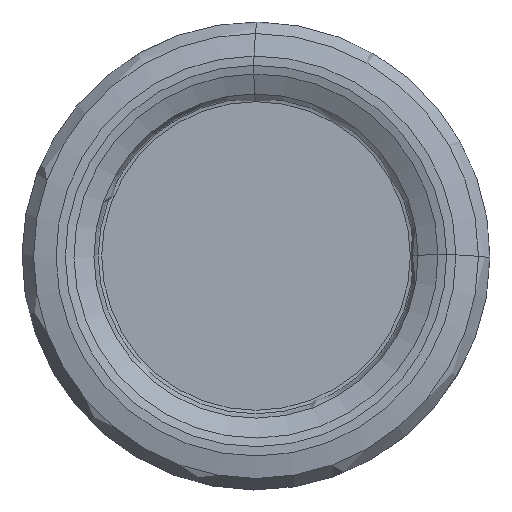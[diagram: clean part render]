
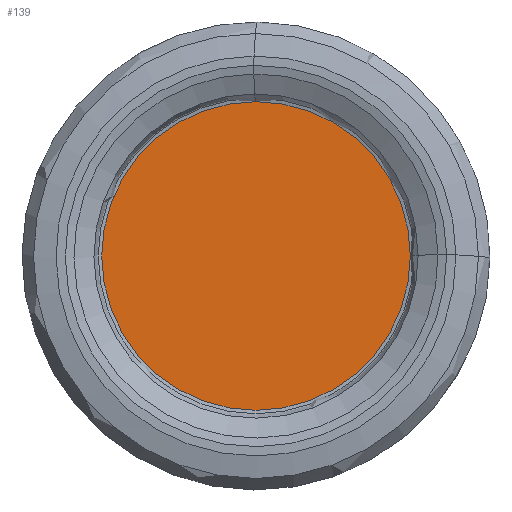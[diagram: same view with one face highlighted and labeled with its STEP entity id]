
A CAD part, left-side view. The second image highlights one B-rep face of the part: STEP entity #139.
In plain terms, the highlighted planar face has unit normal (-1, 0, 0).
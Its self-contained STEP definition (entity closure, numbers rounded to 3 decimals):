
#101=PLANE('',#678);
#139=ADVANCED_FACE('',(#206),#101,.F.);
#206=FACE_OUTER_BOUND('',#250,.T.);
#250=EDGE_LOOP('',(#448));
#308=CIRCLE('',#676,20.768);
#448=ORIENTED_EDGE('',*,*,#574,.T.);
#500=VERTEX_POINT('',#1389);
#574=EDGE_CURVE('',#500,#500,#308,.T.);
#676=AXIS2_PLACEMENT_3D('',#1388,#814,#815);
#678=AXIS2_PLACEMENT_3D('',#1391,#818,#819);
#814=DIRECTION('',(-1.,0.,0.));
#815=DIRECTION('',(0.,0.,1.));
#818=DIRECTION('',(1.,0.,0.));
#819=DIRECTION('',(0.,0.,-1.));
#1388=CARTESIAN_POINT('',(3.,0.,0.));
#1389=CARTESIAN_POINT('',(3.,0.,20.768));
#1391=CARTESIAN_POINT('',(3.,0.,0.));
